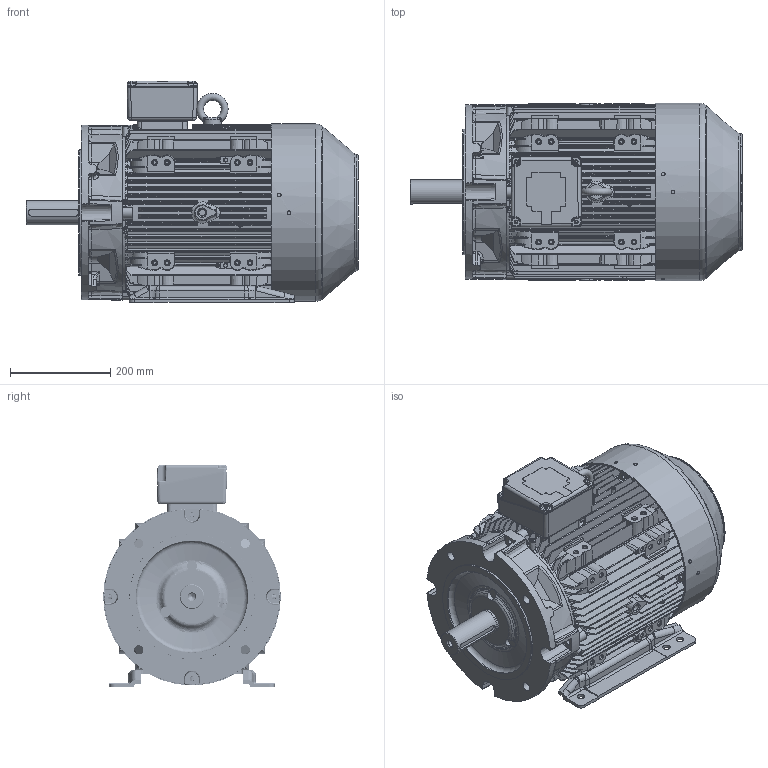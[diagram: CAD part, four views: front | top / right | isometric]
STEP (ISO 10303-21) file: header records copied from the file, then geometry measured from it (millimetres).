
FILE_DESCRIPTION( ( 'Unknown' ), '1' );
FILE_NAME( 'WP-DA180M B35.stp', 'Unknown', ( 'Unknown' ), ( 'Unknown' ), 'PSStep 17.0.49', 'Unknown', ' ' );
FILE_SCHEMA( ( 'AUTOMOTIVE_DESIGN { 1 0 10303 214 1 1 1 1 }' ) );
Length unit declared in the file: millimetre
Products named in the file (1): 1
Bounding box: 662 x 354 x 442.45 mm (x, y, z)
Volume: 7956763.4 mm3; surface area: 2574707.7 mm2
Topology: 1 solids, 12 shells, 3925 faces, 10487 edges, 6620 vertices
Faces by surface type: cylinder 1309, plane 1275, cone 543, bspline 510, torus 239, sphere 49
Full cylindrical faces by diameter (mm): 4.5 x6, 5 x12, 5.69 x4, 5.7 x5, 6 x5, 6.2 x13, 6.5 x5, 7 x12, 7.1 x4, 8.2 x6, 10.2 x8, 10.325 x8, 11 x4, 13.5 x1, 13.835 x2, 14.9 x6, 18.5 x4, 20 x3, 35 x1, 48 x1, 49 x1, 49.5 x1, 65 x1, 110 x1, 224 x1, 230 x1, 232 x1, 250 x1, 298.045 x1, 308 x2
Entity records: 227204 total; most frequent: CARTESIAN_POINT 104446, ORIENTED_EDGE 19874, DIRECTION 17992, EDGE_CURVE 9937, AXIS2_PLACEMENT_3D 7243, VERTEX_POINT 6443, EDGE_LOOP 4487, FACE_OUTER_BOUND 4065
